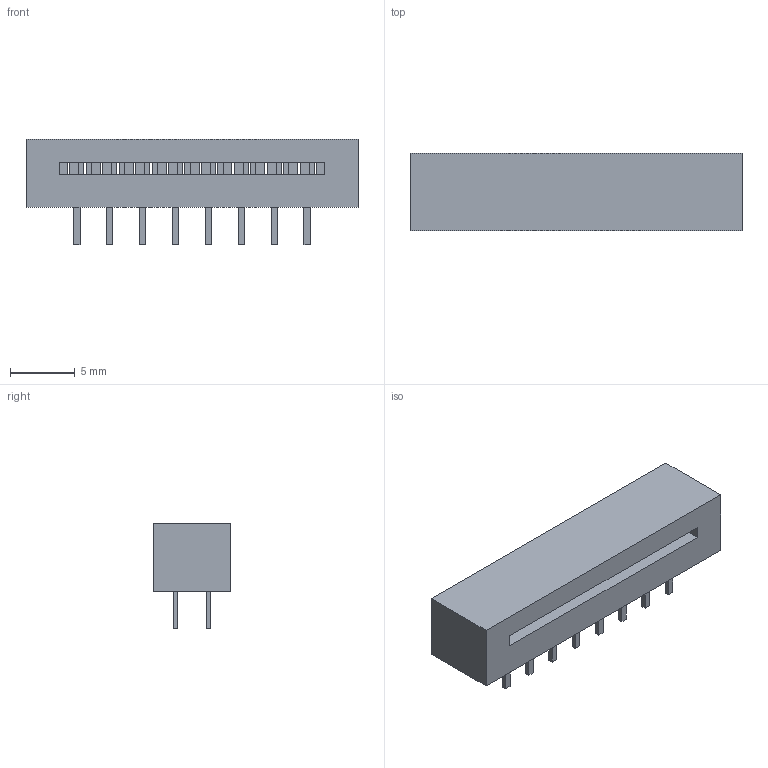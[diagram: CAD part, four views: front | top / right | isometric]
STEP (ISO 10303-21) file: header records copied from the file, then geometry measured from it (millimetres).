
FILE_DESCRIPTION(/* description */ (''),/* implementation_level */ '2;1');
FILE_NAME(/* name */ '100546269ugm000_a.stp',/* time_stamp */ '2013-08-13T03:10:41+02:00',/* author */ (''),/* organization */ (''),/* preprocessor_version */ 'ST-DEVELOPER v15',/* originating_system */ 'SIEMENS PLM Software NX 8.5',/* authorisation */ '');
FILE_SCHEMA (('AUTOMOTIVE_DESIGN { 1 0 10303 214 3 1 1 1 }'));
Length unit declared in the file: millimetre
Products named in the file (1): 100546269ugm000_a
Bounding box: 25.62 x 6 x 8.15 mm (x, y, z)
Volume: 705.8 mm3; surface area: 1020.8 mm2
Topology: 49 solids, 49 shells, 298 faces, 600 edges, 400 vertices
Faces by surface type: plane 298
Entity records: 7853 total; most frequent: CARTESIAN_POINT 1299, ORIENTED_EDGE 1200, DIRECTION 1198, EDGE_CURVE 600, LINE 600, VECTOR 600, VERTEX_POINT 400, EDGE_LOOP 300
